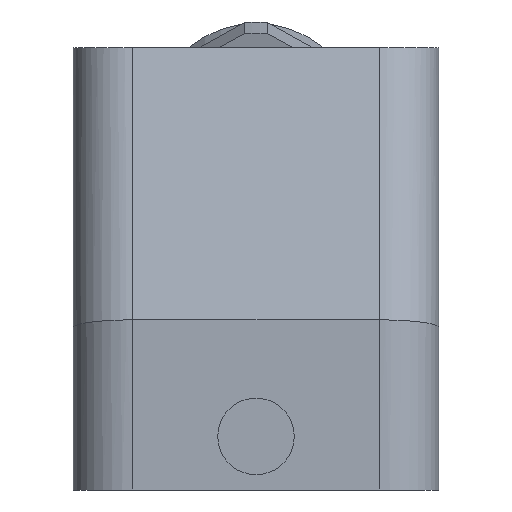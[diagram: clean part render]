
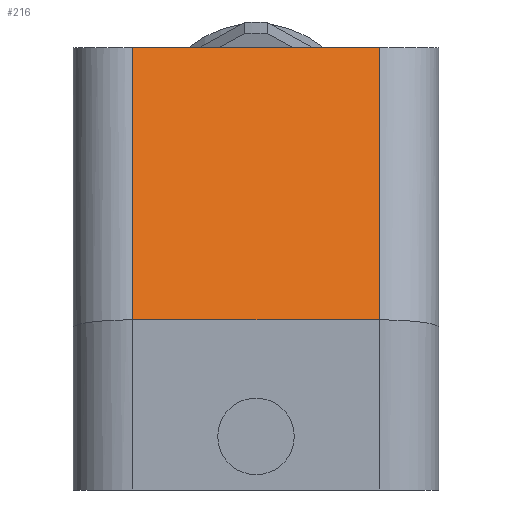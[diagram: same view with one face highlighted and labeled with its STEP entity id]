
A CAD part, left-side view. The second image highlights one B-rep face of the part: STEP entity #216.
In plain terms, the highlighted planar face has unit normal (-0.966, 0, 0.259).
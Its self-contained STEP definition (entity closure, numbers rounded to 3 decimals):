
#216 = ADVANCED_FACE( '', ( #577 ), #578, .T. );
#577 = FACE_OUTER_BOUND( '', #1106, .T. );
#578 = PLANE( '', #1107 );
#1106 = EDGE_LOOP( '', ( #1710, #1711, #1712, #1713 ) );
#1107 = AXIS2_PLACEMENT_3D( '', #1714, #1715, #1716 );
#1710 = ORIENTED_EDGE( '', *, *, #3190, .T. );
#1711 = ORIENTED_EDGE( '', *, *, #3191, .T. );
#1712 = ORIENTED_EDGE( '', *, *, #3192, .F. );
#1713 = ORIENTED_EDGE( '', *, *, #3193, .F. );
#1714 = CARTESIAN_POINT( '', ( -36.5, -21.5, 20. ) );
#1715 = DIRECTION( '', ( -0.966, 0., 0.259 ) );
#1716 = DIRECTION( '', ( 0.259, 0., 0.966 ) );
#3190 = EDGE_CURVE( '', #3810, #3681, #3811, .T. );
#3191 = EDGE_CURVE( '', #3681, #3812, #3813, .T. );
#3192 = EDGE_CURVE( '', #3814, #3812, #3815, .T. );
#3193 = EDGE_CURVE( '', #3810, #3814, #3816, .T. );
#3681 = VERTEX_POINT( '', #4505 );
#3810 = VERTEX_POINT( '', #4677 );
#3811 = LINE( '', #4678, #4679 );
#3812 = VERTEX_POINT( '', #4680 );
#3813 = LINE( '', #4681, #4682 );
#3814 = VERTEX_POINT( '', #4683 );
#3815 = LINE( '', #4684, #4685 );
#3816 = LINE( '', #4686, #4687 );
#4505 = CARTESIAN_POINT( '', ( -36.5, -14.5, 20. ) );
#4677 = CARTESIAN_POINT( '', ( -36.5, 14.5, 20. ) );
#4678 = CARTESIAN_POINT( '', ( -36.5, 0., 20. ) );
#4679 = VECTOR( '', #5898, 1000. );
#4680 = CARTESIAN_POINT( '', ( -27.925, -14.5, 52. ) );
#4681 = CARTESIAN_POINT( '', ( -27.925, -14.5, 52. ) );
#4682 = VECTOR( '', #5899, 1000. );
#4683 = CARTESIAN_POINT( '', ( -27.925, 14.5, 52. ) );
#4684 = CARTESIAN_POINT( '', ( -27.925, 0., 52. ) );
#4685 = VECTOR( '', #5900, 1000. );
#4686 = CARTESIAN_POINT( '', ( -27.925, 14.5, 52. ) );
#4687 = VECTOR( '', #5901, 1000. );
#5898 = DIRECTION( '', ( 0., -1., 0. ) );
#5899 = DIRECTION( '', ( 0.259, 0., 0.966 ) );
#5900 = DIRECTION( '', ( 0., -1., 0. ) );
#5901 = DIRECTION( '', ( 0.259, 0., 0.966 ) );
